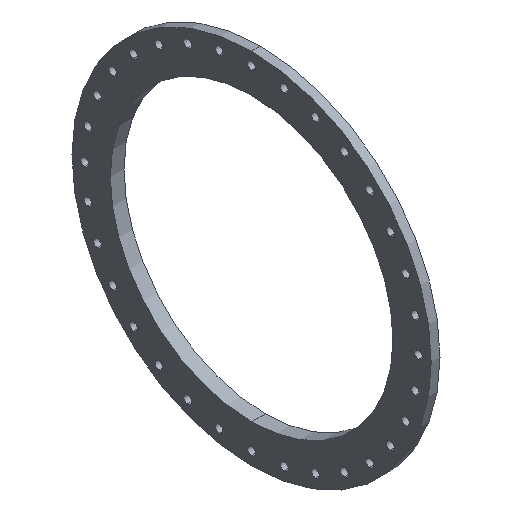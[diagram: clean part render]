
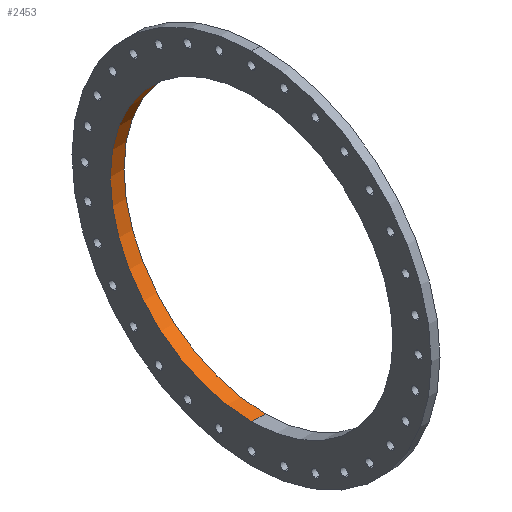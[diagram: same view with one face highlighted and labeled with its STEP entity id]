
A CAD part, isometric view. The second image highlights one B-rep face of the part: STEP entity #2453.
In plain terms, the highlighted cylindrical face has radius 459.581 mm (diameter 919.162 mm), a partial arc.
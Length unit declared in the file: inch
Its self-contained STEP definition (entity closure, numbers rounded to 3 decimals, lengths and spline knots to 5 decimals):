
#2 = ORIENTED_EDGE ( 'NONE', *, *, #832, .T. ) ;
#77 = FACE_OUTER_BOUND ( 'NONE', #917, .T. ) ;
#138 = VERTEX_POINT ( 'NONE', #1803 ) ;
#256 = DIRECTION ( 'NONE',  ( -1., 0., 0. ) ) ;
#297 = LINE ( 'NONE', #2427, #1959 ) ;
#462 = CARTESIAN_POINT ( 'NONE',  ( 0., 0., -18.09375 ) ) ;
#476 = CARTESIAN_POINT ( 'NONE',  ( 0., 0., 0. ) ) ;
#515 = DIRECTION ( 'NONE',  ( -1., 0., 0. ) ) ;
#545 = DIRECTION ( 'NONE',  ( 0., 0., 1. ) ) ;
#599 = DIRECTION ( 'NONE',  ( -1., 0., 0. ) ) ;
#677 = LINE ( 'NONE', #462, #1039 ) ;
#832 = EDGE_CURVE ( 'NONE', #1208, #1120, #297, .T. ) ;
#872 = ORIENTED_EDGE ( 'NONE', *, *, #1817, .F. ) ;
#901 = CIRCLE ( 'NONE', #2548, 18.09375 ) ;
#913 = ORIENTED_EDGE ( 'NONE', *, *, #1280, .F. ) ;
#917 = EDGE_LOOP ( 'NONE', ( #913, #872, #2, #1303 ) ) ;
#983 = VERTEX_POINT ( 'NONE', #1892 ) ;
#1007 = DIRECTION ( 'NONE',  ( 0., 0., 1. ) ) ;
#1039 = VECTOR ( 'NONE', #256, 39.37008 ) ;
#1120 = VERTEX_POINT ( 'NONE', #1495 ) ;
#1208 = VERTEX_POINT ( 'NONE', #1770 ) ;
#1211 = AXIS2_PLACEMENT_3D ( 'NONE', #1419, #1393, #545 ) ;
#1280 = EDGE_CURVE ( 'NONE', #983, #138, #677, .T. ) ;
#1303 = ORIENTED_EDGE ( 'NONE', *, *, #2229, .T. ) ;
#1393 = DIRECTION ( 'NONE',  ( -1., 0., 0. ) ) ;
#1419 = CARTESIAN_POINT ( 'NONE',  ( 1.61236, 0., 0. ) ) ;
#1479 = CIRCLE ( 'NONE', #1211, 18.09375 ) ;
#1495 = CARTESIAN_POINT ( 'NONE',  ( -0.13764, 0., 18.09375 ) ) ;
#1770 = CARTESIAN_POINT ( 'NONE',  ( 1.61236, 0., 18.09375 ) ) ;
#1803 = CARTESIAN_POINT ( 'NONE',  ( -0.13764, 0., -18.09375 ) ) ;
#1817 = EDGE_CURVE ( 'NONE', #1208, #983, #1479, .T. ) ;
#1892 = CARTESIAN_POINT ( 'NONE',  ( 1.61236, 0., -18.09375 ) ) ;
#1959 = VECTOR ( 'NONE', #515, 39.37008 ) ;
#1971 = AXIS2_PLACEMENT_3D ( 'NONE', #476, #599, #1007 ) ;
#2058 = DIRECTION ( 'NONE',  ( -1., 0., 0. ) ) ;
#2229 = EDGE_CURVE ( 'NONE', #1120, #138, #901, .T. ) ;
#2380 = CYLINDRICAL_SURFACE ( 'NONE', #1971, 18.09375 ) ;
#2427 = CARTESIAN_POINT ( 'NONE',  ( 0., 0., 18.09375 ) ) ;
#2453 = ADVANCED_FACE ( 'NONE', ( #77 ), #2380, .F. ) ;
#2548 = AXIS2_PLACEMENT_3D ( 'NONE', #2690, #2058, #2673 ) ;
#2673 = DIRECTION ( 'NONE',  ( 0., 0., 1. ) ) ;
#2690 = CARTESIAN_POINT ( 'NONE',  ( -0.13764, 0., 0. ) ) ;
